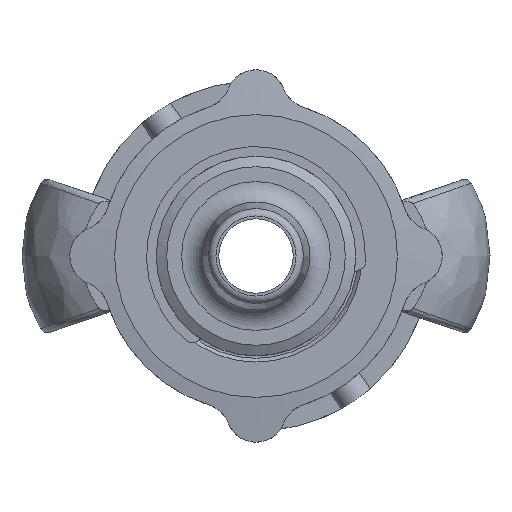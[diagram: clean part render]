
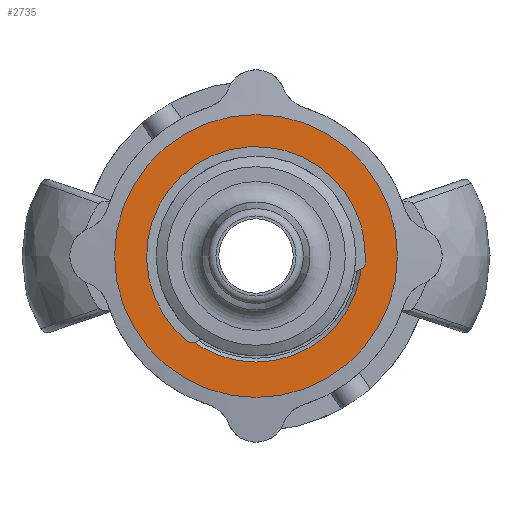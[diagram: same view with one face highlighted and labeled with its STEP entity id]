
A CAD part, left-side view. The second image highlights one B-rep face of the part: STEP entity #2735.
In plain terms, the highlighted planar face has unit normal (-1, 0, 0).
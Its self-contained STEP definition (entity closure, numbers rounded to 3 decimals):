
#453=FACE_BOUND('',#715,.T.);
#552=FACE_OUTER_BOUND('',#714,.T.);
#714=EDGE_LOOP('',(#2188,#2189));
#715=EDGE_LOOP('',(#2190,#2191));
#928=CIRCLE('',#3060,19.);
#929=CIRCLE('',#3061,19.);
#930=CIRCLE('',#3063,14.25);
#931=CIRCLE('',#3064,14.25);
#1163=VERTEX_POINT('',#4727);
#1164=VERTEX_POINT('',#4728);
#1165=VERTEX_POINT('',#4733);
#1166=VERTEX_POINT('',#4734);
#1520=EDGE_CURVE('',#1163,#1164,#928,.T.);
#1521=EDGE_CURVE('',#1164,#1163,#929,.T.);
#1523=EDGE_CURVE('',#1165,#1166,#930,.T.);
#1524=EDGE_CURVE('',#1166,#1165,#931,.T.);
#2188=ORIENTED_EDGE('',*,*,#1520,.T.);
#2189=ORIENTED_EDGE('',*,*,#1521,.T.);
#2190=ORIENTED_EDGE('',*,*,#1523,.F.);
#2191=ORIENTED_EDGE('',*,*,#1524,.F.);
#2479=PLANE('',#3062);
#2735=ADVANCED_FACE('',(#552,#453),#2479,.T.);
#3060=AXIS2_PLACEMENT_3D('',#4729,#3733,#3734);
#3061=AXIS2_PLACEMENT_3D('',#4730,#3735,#3736);
#3062=AXIS2_PLACEMENT_3D('',#4732,#3738,#3739);
#3063=AXIS2_PLACEMENT_3D('',#4735,#3740,#3741);
#3064=AXIS2_PLACEMENT_3D('',#4736,#3742,#3743);
#3733=DIRECTION('center_axis',(-1.,0.,0.));
#3734=DIRECTION('ref_axis',(0.,0.,
1.));
#3735=DIRECTION('center_axis',(-1.,0.,0.));
#3736=DIRECTION('ref_axis',(0.,0.,
1.));
#3738=DIRECTION('center_axis',(-1.,0.,0.));
#3739=DIRECTION('ref_axis',(0.,1.,0.));
#3740=DIRECTION('center_axis',(-1.,0.,0.));
#3741=DIRECTION('ref_axis',(0.,0.,
1.));
#3742=DIRECTION('center_axis',(-1.,0.,0.));
#3743=DIRECTION('ref_axis',(0.,0.,
1.));
#4727=CARTESIAN_POINT('',(56.5,0.,19.));
#4728=CARTESIAN_POINT('',(56.5,0.,-19.));
#4729=CARTESIAN_POINT('Origin',(56.5,0.,0.));
#4730=CARTESIAN_POINT('Origin',(56.5,0.,0.));
#4732=CARTESIAN_POINT('Origin',(56.5,0.,16.625));
#4733=CARTESIAN_POINT('',(56.5,0.,14.25));
#4734=CARTESIAN_POINT('',(56.5,0.,-14.25));
#4735=CARTESIAN_POINT('Origin',(56.5,0.,0.));
#4736=CARTESIAN_POINT('Origin',(56.5,0.,0.));
